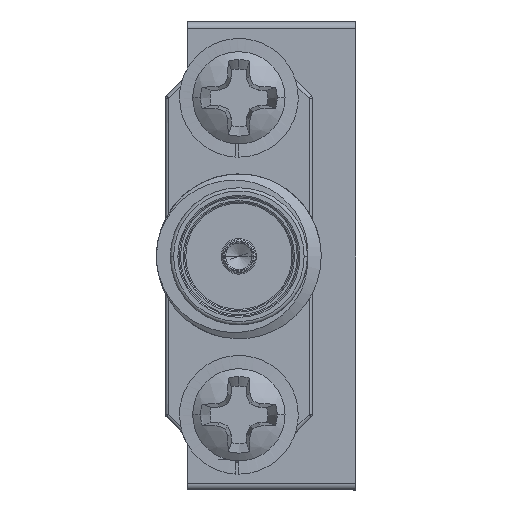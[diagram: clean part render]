
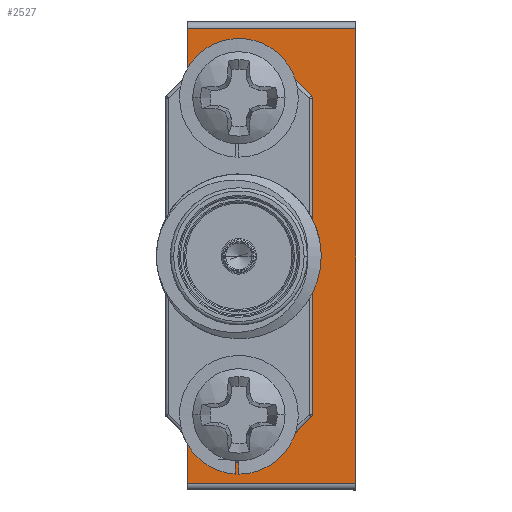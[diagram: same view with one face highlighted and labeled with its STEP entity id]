
A CAD part, left-side view. The second image highlights one B-rep face of the part: STEP entity #2527.
In plain terms, the highlighted planar face has unit normal (-1, 0, 0).
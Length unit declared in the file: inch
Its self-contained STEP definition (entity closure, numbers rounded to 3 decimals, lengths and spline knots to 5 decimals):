
#43 = CARTESIAN_POINT ( 'NONE',  ( 0., 0.072, -0.6325 ) ) ;
#183 = DIRECTION ( 'NONE',  ( -1., 0., 0. ) ) ;
#738 = VERTEX_POINT ( 'NONE', #13165 ) ;
#942 = LINE ( 'NONE', #12416, #7141 ) ;
#981 = CIRCLE ( 'NONE', #8072, 0.0365 ) ;
#1022 = CARTESIAN_POINT ( 'NONE',  ( 0., 0.148, -0.547 ) ) ;
#1044 = CARTESIAN_POINT ( 'NONE',  ( 0., 0.072, -0.0775 ) ) ;
#1145 = DIRECTION ( 'NONE',  ( 0., 0., 1. ) ) ;
#1238 = CARTESIAN_POINT ( 'NONE',  ( 0., -0.107, -0.547 ) ) ;
#1753 = VERTEX_POINT ( 'NONE', #5580 ) ;
#1920 = CARTESIAN_POINT ( 'NONE',  ( 0., 0.072, -0.114 ) ) ;
#1985 = VERTEX_POINT ( 'NONE', #11394 ) ;
#2354 = DIRECTION ( 'NONE',  ( 0., 0., 1. ) ) ;
#2462 = VERTEX_POINT ( 'NONE', #8025 ) ;
#2508 = VERTEX_POINT ( 'NONE', #5428 ) ;
#2527 = ADVANCED_FACE ( 'NONE', ( #9245, #9617, #5687 ), #12041, .T. ) ;
#2619 = LINE ( 'NONE', #16735, #9616 ) ;
#2689 = EDGE_LOOP ( 'NONE', ( #4031, #10053 ) ) ;
#2719 = EDGE_CURVE ( 'NONE', #7320, #14993, #942, .T. ) ;
#3289 = DIRECTION ( 'NONE',  ( 0., 0., 1. ) ) ;
#3400 = LINE ( 'NONE', #1022, #10009 ) ;
#3561 = ORIENTED_EDGE ( 'NONE', *, *, #13581, .F. ) ;
#3593 = AXIS2_PLACEMENT_3D ( 'NONE', #11672, #3782, #12997 ) ;
#3721 = EDGE_CURVE ( 'NONE', #14993, #16844, #3400, .T. ) ;
#3723 = VECTOR ( 'NONE', #11015, 39.37008 ) ;
#3744 = LINE ( 'NONE', #15042, #8068 ) ;
#3782 = DIRECTION ( 'NONE',  ( -1., 0., 0. ) ) ;
#3983 = AXIS2_PLACEMENT_3D ( 'NONE', #5822, #15063, #7162 ) ;
#4031 = ORIENTED_EDGE ( 'NONE', *, *, #10822, .F. ) ;
#4541 = DIRECTION ( 'NONE',  ( 0., -1., 0. ) ) ;
#4572 = DIRECTION ( 'NONE',  ( 0., 0., 1. ) ) ;
#4690 = VERTEX_POINT ( 'NONE', #8532 ) ;
#5428 = CARTESIAN_POINT ( 'NONE',  ( 0., 0.148, -0.01 ) ) ;
#5561 = EDGE_CURVE ( 'NONE', #16844, #2462, #3744, .T. ) ;
#5580 = CARTESIAN_POINT ( 'NONE',  ( 0., -0.107, -0.01 ) ) ;
#5687 = FACE_OUTER_BOUND ( 'NONE', #14975, .T. ) ;
#5822 = CARTESIAN_POINT ( 'NONE',  ( 0., 0.072, -0.596 ) ) ;
#6078 = CARTESIAN_POINT ( 'NONE',  ( 0., -0.107, -0.7 ) ) ;
#6163 = LINE ( 'NONE', #9977, #12752 ) ;
#6191 = EDGE_CURVE ( 'NONE', #1753, #2508, #14649, .T. ) ;
#6577 = ORIENTED_EDGE ( 'NONE', *, *, #2719, .F. ) ;
#6726 = CARTESIAN_POINT ( 'NONE',  ( 0., 0.148, -0.7 ) ) ;
#7003 = CARTESIAN_POINT ( 'NONE',  ( 0., -0.107, -0.01 ) ) ;
#7007 = ORIENTED_EDGE ( 'NONE', *, *, #6191, .T. ) ;
#7066 = EDGE_CURVE ( 'NONE', #4690, #2508, #15248, .T. ) ;
#7141 = VECTOR ( 'NONE', #13742, 39.37008 ) ;
#7162 = DIRECTION ( 'NONE',  ( 0., 0., 1. ) ) ;
#7320 = VERTEX_POINT ( 'NONE', #6078 ) ;
#7329 = ORIENTED_EDGE ( 'NONE', *, *, #8680, .T. ) ;
#7340 = CARTESIAN_POINT ( 'NONE',  ( 0., 0.072, -0.5595 ) ) ;
#7463 = VECTOR ( 'NONE', #15859, 39.37008 ) ;
#7475 = DIRECTION ( 'NONE',  ( 0., -1., 0. ) ) ;
#8025 = CARTESIAN_POINT ( 'NONE',  ( 0., 0., -0.537 ) ) ;
#8068 = VECTOR ( 'NONE', #4541, 39.37008 ) ;
#8072 = AXIS2_PLACEMENT_3D ( 'NONE', #17015, #9090, #1145 ) ;
#8278 = CIRCLE ( 'NONE', #8456, 0.0365 ) ;
#8456 = AXIS2_PLACEMENT_3D ( 'NONE', #1920, #11174, #3289 ) ;
#8532 = CARTESIAN_POINT ( 'NONE',  ( 0., 0.148, -0.173 ) ) ;
#8680 = EDGE_CURVE ( 'NONE', #4690, #1985, #2619, .T. ) ;
#8806 = CIRCLE ( 'NONE', #3593, 0.0365 ) ;
#9090 = DIRECTION ( 'NONE',  ( -1., 0., 0. ) ) ;
#9245 = FACE_BOUND ( 'NONE', #13460, .T. ) ;
#9456 = DIRECTION ( 'NONE',  ( 0., 0., 1. ) ) ;
#9616 = VECTOR ( 'NONE', #7475, 39.37008 ) ;
#9617 = FACE_BOUND ( 'NONE', #2689, .T. ) ;
#9977 = CARTESIAN_POINT ( 'NONE',  ( 0., 0., -0.547 ) ) ;
#10009 = VECTOR ( 'NONE', #2354, 39.37008 ) ;
#10053 = ORIENTED_EDGE ( 'NONE', *, *, #17038, .F. ) ;
#10822 = EDGE_CURVE ( 'NONE', #14229, #738, #8278, .T. ) ;
#10997 = CARTESIAN_POINT ( 'NONE',  ( 0., 0.148, -0.537 ) ) ;
#11015 = DIRECTION ( 'NONE',  ( 0., 1., 0. ) ) ;
#11174 = DIRECTION ( 'NONE',  ( -1., 0., 0. ) ) ;
#11284 = DIRECTION ( 'NONE',  ( 0., 0., 1. ) ) ;
#11358 = LINE ( 'NONE', #1238, #7463 ) ;
#11394 = CARTESIAN_POINT ( 'NONE',  ( 0., 0., -0.173 ) ) ;
#11607 = EDGE_CURVE ( 'NONE', #1753, #7320, #11358, .T. ) ;
#11672 = CARTESIAN_POINT ( 'NONE',  ( 0., 0.072, -0.114 ) ) ;
#11740 = VECTOR ( 'NONE', #4572, 39.37008 ) ;
#12006 = VERTEX_POINT ( 'NONE', #7340 ) ;
#12041 = PLANE ( 'NONE',  #13116 ) ;
#12416 = CARTESIAN_POINT ( 'NONE',  ( 0., -0.107, -0.7 ) ) ;
#12466 = ORIENTED_EDGE ( 'NONE', *, *, #15577, .F. ) ;
#12752 = VECTOR ( 'NONE', #11284, 39.37008 ) ;
#12795 = ORIENTED_EDGE ( 'NONE', *, *, #11607, .F. ) ;
#12798 = ORIENTED_EDGE ( 'NONE', *, *, #7066, .F. ) ;
#12997 = DIRECTION ( 'NONE',  ( 0., 0., 1. ) ) ;
#13116 = AXIS2_PLACEMENT_3D ( 'NONE', #14700, #183, #9456 ) ;
#13165 = CARTESIAN_POINT ( 'NONE',  ( 0., 0.072, -0.1505 ) ) ;
#13399 = VERTEX_POINT ( 'NONE', #43 ) ;
#13460 = EDGE_LOOP ( 'NONE', ( #3561, #16636 ) ) ;
#13581 = EDGE_CURVE ( 'NONE', #12006, #13399, #13992, .T. ) ;
#13742 = DIRECTION ( 'NONE',  ( 0., 1., 0. ) ) ;
#13856 = EDGE_CURVE ( 'NONE', #13399, #12006, #981, .T. ) ;
#13992 = CIRCLE ( 'NONE', #3983, 0.0365 ) ;
#14229 = VERTEX_POINT ( 'NONE', #1044 ) ;
#14649 = LINE ( 'NONE', #7003, #3723 ) ;
#14700 = CARTESIAN_POINT ( 'NONE',  ( 0., -0.107, -0.547 ) ) ;
#14975 = EDGE_LOOP ( 'NONE', ( #12466, #16956, #16752, #6577, #12795, #7007, #12798, #7329 ) ) ;
#14993 = VERTEX_POINT ( 'NONE', #6726 ) ;
#15042 = CARTESIAN_POINT ( 'NONE',  ( 0., 0.148, -0.537 ) ) ;
#15063 = DIRECTION ( 'NONE',  ( -1., 0., 0. ) ) ;
#15248 = LINE ( 'NONE', #16435, #11740 ) ;
#15577 = EDGE_CURVE ( 'NONE', #2462, #1985, #6163, .T. ) ;
#15859 = DIRECTION ( 'NONE',  ( 0., 0., -1. ) ) ;
#16435 = CARTESIAN_POINT ( 'NONE',  ( 0., 0.148, -0.173 ) ) ;
#16636 = ORIENTED_EDGE ( 'NONE', *, *, #13856, .F. ) ;
#16735 = CARTESIAN_POINT ( 'NONE',  ( 0., 0.148, -0.173 ) ) ;
#16752 = ORIENTED_EDGE ( 'NONE', *, *, #3721, .F. ) ;
#16844 = VERTEX_POINT ( 'NONE', #10997 ) ;
#16956 = ORIENTED_EDGE ( 'NONE', *, *, #5561, .F. ) ;
#17015 = CARTESIAN_POINT ( 'NONE',  ( 0., 0.072, -0.596 ) ) ;
#17038 = EDGE_CURVE ( 'NONE', #738, #14229, #8806, .T. ) ;
